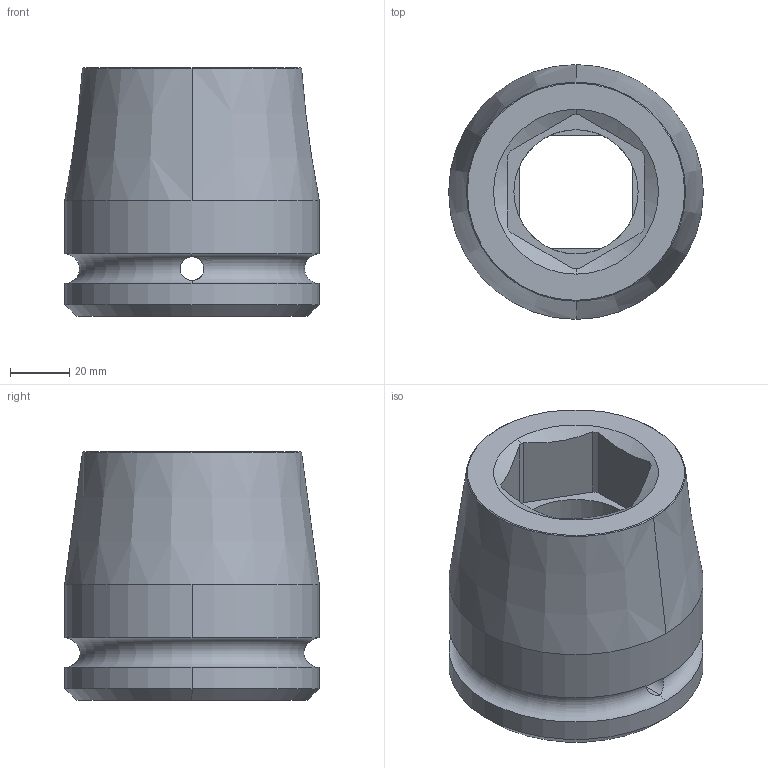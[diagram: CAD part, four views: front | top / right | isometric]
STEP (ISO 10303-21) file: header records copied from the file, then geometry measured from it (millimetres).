
FILE_DESCRIPTION((''),'2;1');
FILE_NAME('4027170046','2023-09-11T11:54:18',('a00565553'),(''),'CREO PARAMETRIC BY PTC INC, 2022414','CREO PARAMETRIC BY PTC INC, 2022414','');
FILE_SCHEMA(('CONFIG_CONTROL_DESIGN','GEOMETRIC_VALIDATION_PROPERTIES_MIM'));
Length unit declared in the file: millimetre
Products named in the file (1): 4027170046
Bounding box: 86 x 86 x 84 mm (x, y, z)
Volume: 306296.4 mm3; surface area: 42558.3 mm2
Topology: 1 solids, 1 shells, 59 faces, 150 edges, 92 vertices
Faces by surface type: plane 25, cylinder 20, cone 12, torus 2
Entity records: 2023 total; most frequent: CARTESIAN_POINT 454, DIRECTION 318, ORIENTED_EDGE 300, EDGE_CURVE 150, AXIS2_PLACEMENT_3D 127, VERTEX_POINT 92, CIRCLE 68, VECTOR 64
